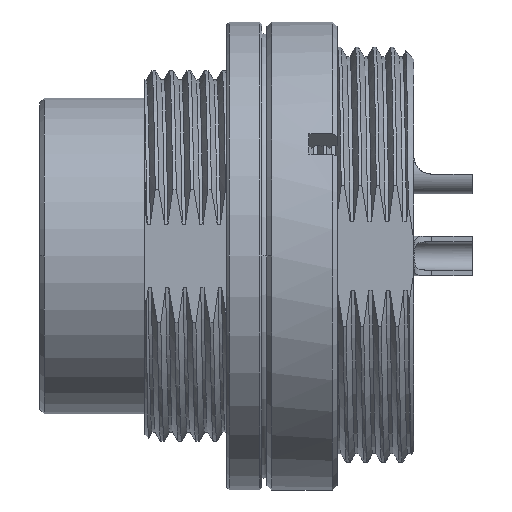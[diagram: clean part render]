
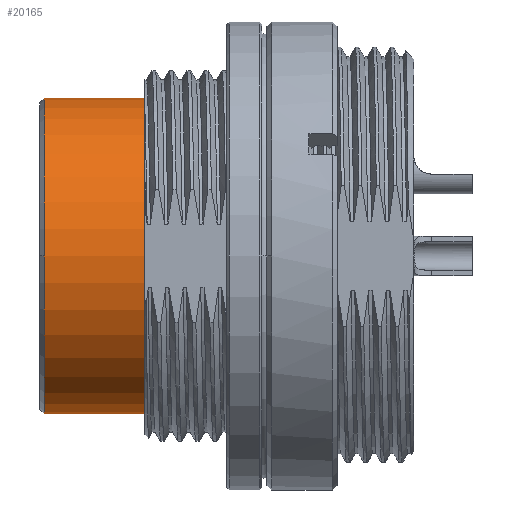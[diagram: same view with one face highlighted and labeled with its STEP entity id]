
A CAD part, left-side view. The second image highlights one B-rep face of the part: STEP entity #20165.
In plain terms, the highlighted cylindrical face has radius 6.75 mm (diameter 13.5 mm), a partial arc.
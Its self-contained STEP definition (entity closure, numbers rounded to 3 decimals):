
#1562 = ORIENTED_EDGE ( 'NONE', *, *, #34017, .F. ) ;
#1805 = EDGE_CURVE ( 'NONE', #11489, #36451, #30452, .T. ) ;
#4997 = CARTESIAN_POINT ( 'NONE',  ( -49.543, 23.03, 0. ) ) ;
#5461 = CARTESIAN_POINT ( 'NONE',  ( -49.543, 27.33, 6.75 ) ) ;
#6365 = DIRECTION ( 'NONE',  ( 0., 1., 0. ) ) ;
#8292 = DIRECTION ( 'NONE',  ( 0., 1., 0. ) ) ;
#8914 = CYLINDRICAL_SURFACE ( 'NONE', #33500, 6.75 ) ;
#9765 = CARTESIAN_POINT ( 'NONE',  ( -49.543, 27.33, -6.75 ) ) ;
#10184 = ORIENTED_EDGE ( 'NONE', *, *, #37794, .T. ) ;
#11489 = VERTEX_POINT ( 'NONE', #18924 ) ;
#12316 = CIRCLE ( 'NONE', #20606, 6.75 ) ;
#12900 = CIRCLE ( 'NONE', #28259, 6.75 ) ;
#13475 = VECTOR ( 'NONE', #25213, 1000. ) ;
#14101 = DIRECTION ( 'NONE',  ( 0., 1., 0. ) ) ;
#14173 = FACE_OUTER_BOUND ( 'NONE', #27021, .T. ) ;
#14490 = LINE ( 'NONE', #21925, #13475 ) ;
#14958 = CARTESIAN_POINT ( 'NONE',  ( -49.543, 23.03, -6.75 ) ) ;
#16299 = CARTESIAN_POINT ( 'NONE',  ( -49.543, 23.03, 6.75 ) ) ;
#17523 = VERTEX_POINT ( 'NONE', #14958 ) ;
#17591 = CARTESIAN_POINT ( 'NONE',  ( -49.543, 27.33, 0. ) ) ;
#18924 = CARTESIAN_POINT ( 'NONE',  ( -56.293, 27.33, 0. ) ) ;
#19611 = DIRECTION ( 'NONE',  ( 0., 1., 0. ) ) ;
#20165 = ADVANCED_FACE ( 'NONE', ( #14173 ), #8914, .T. ) ;
#20606 = AXIS2_PLACEMENT_3D ( 'NONE', #33745, #14101, #37057 ) ;
#20856 = VERTEX_POINT ( 'NONE', #23006 ) ;
#20896 = DIRECTION ( 'NONE',  ( 1., 0., 0. ) ) ;
#20981 = ORIENTED_EDGE ( 'NONE', *, *, #22450, .T. ) ;
#21027 = AXIS2_PLACEMENT_3D ( 'NONE', #17591, #40532, #20896 ) ;
#21709 = LINE ( 'NONE', #16299, #38120 ) ;
#21925 = CARTESIAN_POINT ( 'NONE',  ( -49.543, 23.03, -6.75 ) ) ;
#22450 = EDGE_CURVE ( 'NONE', #20856, #36451, #21709, .T. ) ;
#22890 = ORIENTED_EDGE ( 'NONE', *, *, #23299, .F. ) ;
#23006 = CARTESIAN_POINT ( 'NONE',  ( -49.543, 23.03, 6.75 ) ) ;
#23299 = EDGE_CURVE ( 'NONE', #17523, #38696, #14490, .T. ) ;
#24776 = DIRECTION ( 'NONE',  ( 0., 0., 1. ) ) ;
#25213 = DIRECTION ( 'NONE',  ( 0., 1., 0. ) ) ;
#25996 = CARTESIAN_POINT ( 'NONE',  ( -49.543, 27.33, 0. ) ) ;
#27021 = EDGE_LOOP ( 'NONE', ( #22890, #10184, #20981, #31390, #1562 ) ) ;
#28259 = AXIS2_PLACEMENT_3D ( 'NONE', #25996, #6365, #29276 ) ;
#29276 = DIRECTION ( 'NONE',  ( 1., 0., 0. ) ) ;
#30452 = CIRCLE ( 'NONE', #21027, 6.75 ) ;
#31390 = ORIENTED_EDGE ( 'NONE', *, *, #1805, .F. ) ;
#33500 = AXIS2_PLACEMENT_3D ( 'NONE', #4997, #8292, #24776 ) ;
#33745 = CARTESIAN_POINT ( 'NONE',  ( -49.543, 23.03, 0. ) ) ;
#34017 = EDGE_CURVE ( 'NONE', #38696, #11489, #12900, .T. ) ;
#36451 = VERTEX_POINT ( 'NONE', #5461 ) ;
#37057 = DIRECTION ( 'NONE',  ( 0., 0., 1. ) ) ;
#37794 = EDGE_CURVE ( 'NONE', #17523, #20856, #12316, .T. ) ;
#38120 = VECTOR ( 'NONE', #19611, 1000. ) ;
#38696 = VERTEX_POINT ( 'NONE', #9765 ) ;
#40532 = DIRECTION ( 'NONE',  ( 0., 1., 0. ) ) ;
